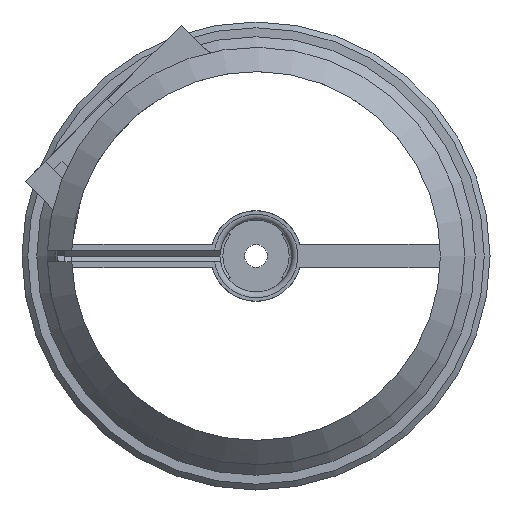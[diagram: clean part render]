
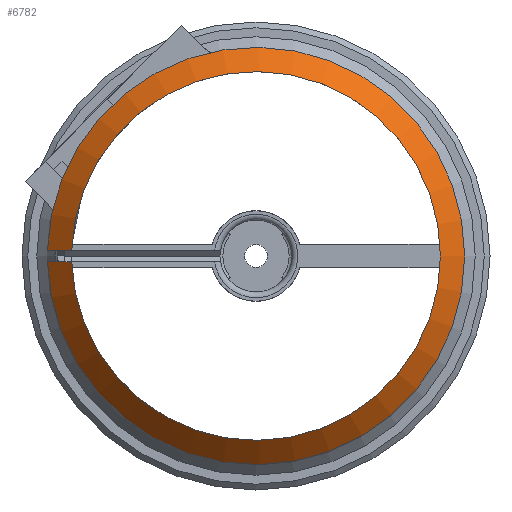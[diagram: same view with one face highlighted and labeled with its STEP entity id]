
A CAD part, front view. The second image highlights one B-rep face of the part: STEP entity #6782.
In plain terms, the highlighted conical face has half-angle 45 degrees and reference radius 17.35 mm.
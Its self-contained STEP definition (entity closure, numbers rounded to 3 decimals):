
#44=(
BOUNDED_CURVE()
B_SPLINE_CURVE(2,(#14396,#14397,#14398),.UNSPECIFIED.,.F.,.F.)
B_SPLINE_CURVE_WITH_KNOTS((3,3),(0.82,0.919),
 .UNSPECIFIED.)
CURVE()
GEOMETRIC_REPRESENTATION_ITEM()
RATIONAL_B_SPLINE_CURVE((1.003,1.002,1.))
REPRESENTATION_ITEM('')
);
#45=(
BOUNDED_CURVE()
B_SPLINE_CURVE(2,(#14400,#14401,#14402),.UNSPECIFIED.,.F.,.F.)
B_SPLINE_CURVE_WITH_KNOTS((3,3),(0.,0.212),.UNSPECIFIED.)
CURVE()
GEOMETRIC_REPRESENTATION_ITEM()
RATIONAL_B_SPLINE_CURVE((1.,1.001,1.))
REPRESENTATION_ITEM('')
);
#47=(
BOUNDED_CURVE()
B_SPLINE_CURVE(2,(#14441,#14442,#14443),.UNSPECIFIED.,.F.,.F.)
B_SPLINE_CURVE_WITH_KNOTS((3,3),(0.,0.212),.UNSPECIFIED.)
CURVE()
GEOMETRIC_REPRESENTATION_ITEM()
RATIONAL_B_SPLINE_CURVE((1.,1.001,1.))
REPRESENTATION_ITEM('')
);
#48=(
BOUNDED_CURVE()
B_SPLINE_CURVE(2,(#14445,#14446,#14447),.UNSPECIFIED.,.F.,.F.)
B_SPLINE_CURVE_WITH_KNOTS((3,3),(0.,0.099),.UNSPECIFIED.)
CURVE()
GEOMETRIC_REPRESENTATION_ITEM()
RATIONAL_B_SPLINE_CURVE((1.,1.002,1.003))
REPRESENTATION_ITEM('')
);
#92=CONICAL_SURFACE('',#7169,17.35,0.785);
#709=FACE_OUTER_BOUND('',#1104,.T.);
#1104=EDGE_LOOP('',(#6026,#6027,#6028,#6029,#6030,#6031));
#2333=CIRCLE('',#6847,16.);
#2480=CIRCLE('',#7170,18.1);
#2542=VERTEX_POINT('',#8559);
#2543=VERTEX_POINT('',#8561);
#3105=VERTEX_POINT('',#14395);
#3106=VERTEX_POINT('',#14399);
#3115=VERTEX_POINT('',#14439);
#3116=VERTEX_POINT('',#14440);
#3227=EDGE_CURVE('',#2542,#2543,#2333,.T.);
#4104=EDGE_CURVE('',#3105,#2543,#44,.T.);
#4105=EDGE_CURVE('',#3106,#3105,#45,.T.);
#4119=EDGE_CURVE('',#3115,#3116,#47,.T.);
#4120=EDGE_CURVE('',#3116,#3106,#2480,.T.);
#4121=EDGE_CURVE('',#2542,#3115,#48,.T.);
#6026=ORIENTED_EDGE('',*,*,#4119,.T.);
#6027=ORIENTED_EDGE('',*,*,#4120,.T.);
#6028=ORIENTED_EDGE('',*,*,#4105,.T.);
#6029=ORIENTED_EDGE('',*,*,#4104,.T.);
#6030=ORIENTED_EDGE('',*,*,#3227,.F.);
#6031=ORIENTED_EDGE('',*,*,#4121,.T.);
#6782=ADVANCED_FACE('',(#709),#92,.T.);
#6847=AXIS2_PLACEMENT_3D('',#8562,#7310,#7311);
#7169=AXIS2_PLACEMENT_3D('',#14438,#8220,#8221);
#7170=AXIS2_PLACEMENT_3D('',#14444,#8222,#8223);
#7310=DIRECTION('center_axis',(0.,-1.,0.));
#7311=DIRECTION('ref_axis',(1.,0.,0.));
#8220=DIRECTION('center_axis',(0.,1.,0.));
#8221=DIRECTION('ref_axis',(1.,0.,0.));
#8222=DIRECTION('center_axis',(0.,-1.,0.));
#8223=DIRECTION('ref_axis',(1.,0.,0.));
#8559=CARTESIAN_POINT('',(-15.992,-24.,-0.5));
#8561=CARTESIAN_POINT('',(-15.992,-24.,0.5));
#8562=CARTESIAN_POINT('Origin',(0.,-24.,0.));
#14395=CARTESIAN_POINT('',(-16.592,-23.4,0.5));
#14396=CARTESIAN_POINT('Ctrl Pts',(-16.592,-23.4,0.5));
#14397=CARTESIAN_POINT('Ctrl Pts',(-16.287,-23.706,
0.5));
#14398=CARTESIAN_POINT('Ctrl Pts',(-15.992,-24.,0.5));
#14399=CARTESIAN_POINT('',(-18.093,-21.9,0.5));
#14400=CARTESIAN_POINT('Ctrl Pts',(-18.093,-21.9,0.5));
#14401=CARTESIAN_POINT('Ctrl Pts',(-17.31,-22.682,
0.5));
#14402=CARTESIAN_POINT('Ctrl Pts',(-16.592,-23.4,0.5));
#14438=CARTESIAN_POINT('Origin',(0.,-22.65,0.));
#14439=CARTESIAN_POINT('',(-16.592,-23.4,-0.5));
#14440=CARTESIAN_POINT('',(-18.093,-21.9,-0.5));
#14441=CARTESIAN_POINT('Ctrl Pts',(-16.592,-23.4,-0.5));
#14442=CARTESIAN_POINT('Ctrl Pts',(-17.31,-22.682,
-0.5));
#14443=CARTESIAN_POINT('Ctrl Pts',(-18.093,-21.9,-0.5));
#14444=CARTESIAN_POINT('Origin',(0.,-21.9,0.));
#14445=CARTESIAN_POINT('Ctrl Pts',(-15.992,-24.,-0.5));
#14446=CARTESIAN_POINT('Ctrl Pts',(-16.287,-23.706,
-0.5));
#14447=CARTESIAN_POINT('Ctrl Pts',(-16.592,-23.4,-0.5));
